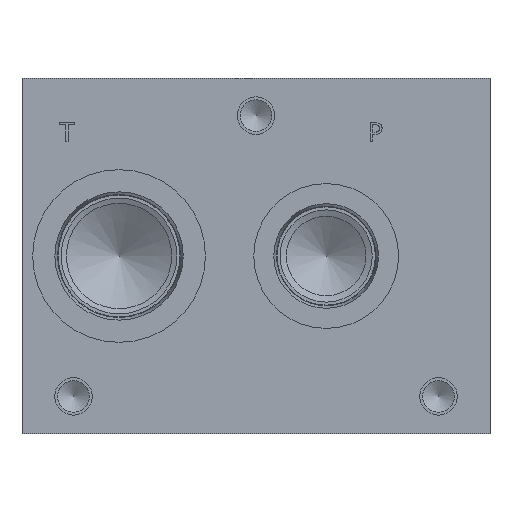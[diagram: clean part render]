
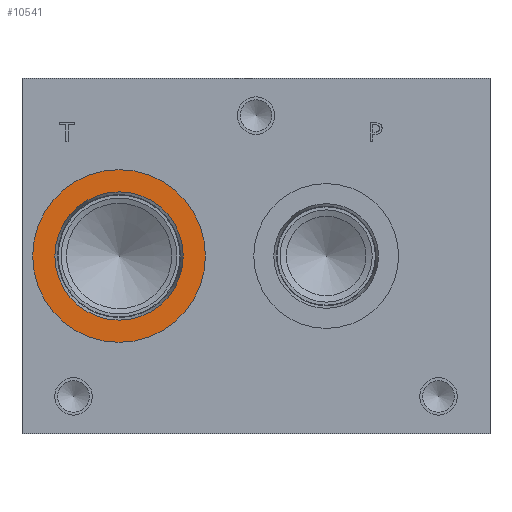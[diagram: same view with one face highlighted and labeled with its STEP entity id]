
A CAD part, left-side view. The second image highlights one B-rep face of the part: STEP entity #10541.
In plain terms, the highlighted planar face has unit normal (-1, 0, 0).
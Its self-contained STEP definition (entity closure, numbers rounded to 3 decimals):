
#251=CIRCLE('',#11127,29.286);
#252=CIRCLE('',#11128,29.286);
#253=CIRCLE('',#11130,21.755);
#254=CIRCLE('',#11131,21.755);
#447=FACE_BOUND('',#1888,.T.);
#789=PLANE('',#11129);
#1273=FACE_OUTER_BOUND('',#1887,.T.);
#1887=EDGE_LOOP('',(#9164,#9165));
#1888=EDGE_LOOP('',(#9166,#9167));
#5077=VERTEX_POINT('',#17581);
#5078=VERTEX_POINT('',#17583);
#5079=VERTEX_POINT('',#17587);
#5080=VERTEX_POINT('',#17588);
#6483=EDGE_CURVE('',#5077,#5078,#251,.T.);
#6484=EDGE_CURVE('',#5078,#5077,#252,.T.);
#6485=EDGE_CURVE('',#5079,#5080,#253,.T.);
#6486=EDGE_CURVE('',#5080,#5079,#254,.T.);
#9164=ORIENTED_EDGE('',*,*,#6484,.F.);
#9165=ORIENTED_EDGE('',*,*,#6483,.F.);
#9166=ORIENTED_EDGE('',*,*,#6485,.T.);
#9167=ORIENTED_EDGE('',*,*,#6486,.T.);
#10541=ADVANCED_FACE('',(#1273,#447),#789,.F.);
#11127=AXIS2_PLACEMENT_3D('',#17584,#13271,#13272);
#11128=AXIS2_PLACEMENT_3D('',#17585,#13273,#13274);
#11129=AXIS2_PLACEMENT_3D('',#17586,#13275,#13276);
#11130=AXIS2_PLACEMENT_3D('',#17589,#13277,#13278);
#11131=AXIS2_PLACEMENT_3D('',#17590,#13279,#13280);
#13271=DIRECTION('center_axis',(1.,0.,0.));
#13272=DIRECTION('ref_axis',(0.,0.,-1.));
#13273=DIRECTION('center_axis',(1.,0.,0.));
#13274=DIRECTION('ref_axis',(0.,0.,-1.));
#13275=DIRECTION('center_axis',(1.,0.,0.));
#13276=DIRECTION('ref_axis',(0.,0.,-1.));
#13277=DIRECTION('center_axis',(1.,0.,0.));
#13278=DIRECTION('ref_axis',(0.,0.,-1.));
#13279=DIRECTION('center_axis',(1.,0.,0.));
#13280=DIRECTION('ref_axis',(0.,0.,-1.));
#17581=CARTESIAN_POINT('',(0.787,125.832,31.039));
#17583=CARTESIAN_POINT('',(0.787,125.832,89.611));
#17584=CARTESIAN_POINT('Origin',(0.787,125.832,60.325));
#17585=CARTESIAN_POINT('Origin',(0.787,125.832,60.325));
#17586=CARTESIAN_POINT('Origin',(0.787,125.832,82.08));
#17587=CARTESIAN_POINT('',(0.787,125.832,82.08));
#17588=CARTESIAN_POINT('',(0.787,125.832,38.57));
#17589=CARTESIAN_POINT('Origin',(0.787,125.832,60.325));
#17590=CARTESIAN_POINT('Origin',(0.787,125.832,60.325));
